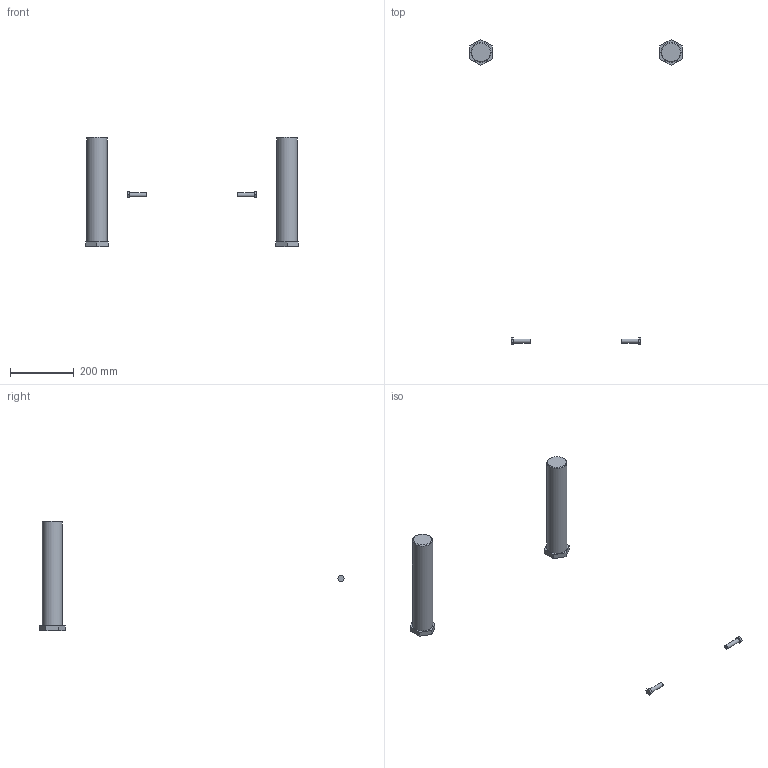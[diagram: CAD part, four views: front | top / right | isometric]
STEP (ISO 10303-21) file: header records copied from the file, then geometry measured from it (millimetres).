
FILE_DESCRIPTION( ( '' ), ' ' );
FILE_NAME( '5de61721474f5a149d7a3fd4.step', '2019-12-03T08:04:50', ( '' ), ( '' ), ' ', ' ', ' ' );
FILE_SCHEMA( ( 'AUTOMOTIVE_DESIGN { 1 0 10303 214 1 1 1 1 }' ) );
Length unit declared in the file: metre
Products named in the file (4): Part 62; Part 77; Part 74; Part 60
Bounding box: 668.17 x 959.69 x 344.81 mm (x, y, z)
Volume: 2234717.3 mm3; surface area: 161865.8 mm2
Topology: 4 solids, 4 shells, 44 faces, 92 edges, 60 vertices
Faces by surface type: plane 36, cone 4, cylinder 4
Full cylindrical faces by diameter (mm): 12.7 x2, 63.5 x2
Entity records: 1514 total; most frequent: CARTESIAN_POINT 192, DIRECTION 192, ORIENTED_EDGE 168, EDGE_CURVE 84, LINE 72, VECTOR 72, AXIS2_PLACEMENT_3D 60, VERTEX_POINT 60
